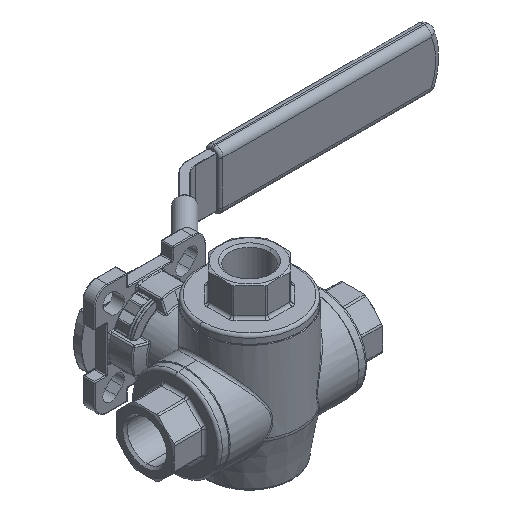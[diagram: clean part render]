
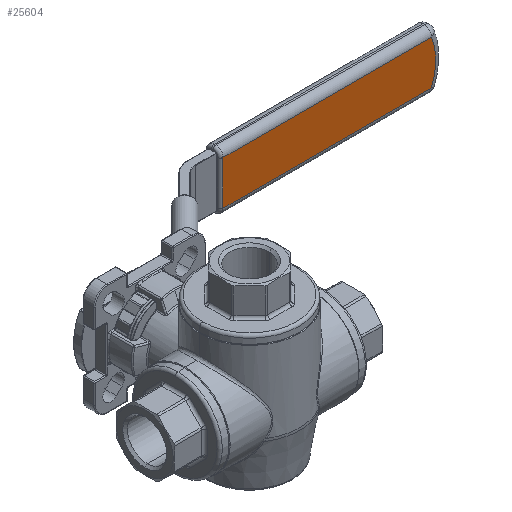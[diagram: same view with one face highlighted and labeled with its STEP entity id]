
A CAD part, isometric view. The second image highlights one B-rep face of the part: STEP entity #25604.
In plain terms, the highlighted planar face has unit normal (0, -1, 0).
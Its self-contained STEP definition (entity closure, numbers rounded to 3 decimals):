
#224 = LINE ( 'NONE', #15267, #44050 ) ;
#1844 = PLANE ( 'NONE',  #12356 ) ;
#2278 = VECTOR ( 'NONE', #51845, 1000. ) ;
#5479 = ORIENTED_EDGE ( 'NONE', *, *, #21929, .T. ) ;
#7170 = FACE_OUTER_BOUND ( 'NONE', #43090, .T. ) ;
#8427 = EDGE_CURVE ( 'NONE', #14772, #25840, #224, .T. ) ;
#8927 = CARTESIAN_POINT ( 'NONE',  ( 140.449, 70., -8.3 ) ) ;
#9075 = DIRECTION ( 'NONE',  ( 0., 0., 1. ) ) ;
#11899 = VERTEX_POINT ( 'NONE', #46236 ) ;
#12356 = AXIS2_PLACEMENT_3D ( 'NONE', #27990, #32245, #48616 ) ;
#14772 = VERTEX_POINT ( 'NONE', #46541 ) ;
#15267 = CARTESIAN_POINT ( 'NONE',  ( 143., 70., 8.3 ) ) ;
#16200 = AXIS2_PLACEMENT_3D ( 'NONE', #17412, #34493, #9075 ) ;
#17412 = CARTESIAN_POINT ( 'NONE',  ( 117.999, 70., 0. ) ) ;
#17658 = CARTESIAN_POINT ( 'NONE',  ( 59.985, 70., 11. ) ) ;
#21929 = EDGE_CURVE ( 'NONE', #25840, #11899, #26208, .T. ) ;
#25604 = ADVANCED_FACE ( 'NONE', ( #7170 ), #1844, .F. ) ;
#25611 = VECTOR ( 'NONE', #34156, 1000. ) ;
#25840 = VERTEX_POINT ( 'NONE', #41878 ) ;
#26208 = LINE ( 'NONE', #17658, #2278 ) ;
#27091 = ORIENTED_EDGE ( 'NONE', *, *, #52338, .T. ) ;
#27187 = ORIENTED_EDGE ( 'NONE', *, *, #35957, .T. ) ;
#27541 = DIRECTION ( 'NONE',  ( -1., 0., 0. ) ) ;
#27990 = CARTESIAN_POINT ( 'NONE',  ( 143., 70., 11. ) ) ;
#29915 = VERTEX_POINT ( 'NONE', #34385 ) ;
#30607 = CIRCLE ( 'NONE', #16200, 22.3 ) ;
#32245 = DIRECTION ( 'NONE',  ( 0., 1., 0. ) ) ;
#33845 = ORIENTED_EDGE ( 'NONE', *, *, #8427, .T. ) ;
#34156 = DIRECTION ( 'NONE',  ( 1., 0., 0. ) ) ;
#34385 = CARTESIAN_POINT ( 'NONE',  ( 138.697, 70., -8.3 ) ) ;
#34493 = DIRECTION ( 'NONE',  ( 0., -1., 0. ) ) ;
#35957 = EDGE_CURVE ( 'NONE', #29915, #14772, #30607, .T. ) ;
#41878 = CARTESIAN_POINT ( 'NONE',  ( 59.985, 70., 8.3 ) ) ;
#43090 = EDGE_LOOP ( 'NONE', ( #5479, #27091, #27187, #33845 ) ) ;
#44050 = VECTOR ( 'NONE', #27541, 1000. ) ;
#46236 = CARTESIAN_POINT ( 'NONE',  ( 59.985, 70., -8.3 ) ) ;
#46541 = CARTESIAN_POINT ( 'NONE',  ( 138.697, 70., 8.3 ) ) ;
#47568 = LINE ( 'NONE', #8927, #25611 ) ;
#48616 = DIRECTION ( 'NONE',  ( 0., 0., 1. ) ) ;
#51845 = DIRECTION ( 'NONE',  ( 0., 0., -1. ) ) ;
#52338 = EDGE_CURVE ( 'NONE', #11899, #29915, #47568, .T. ) ;
